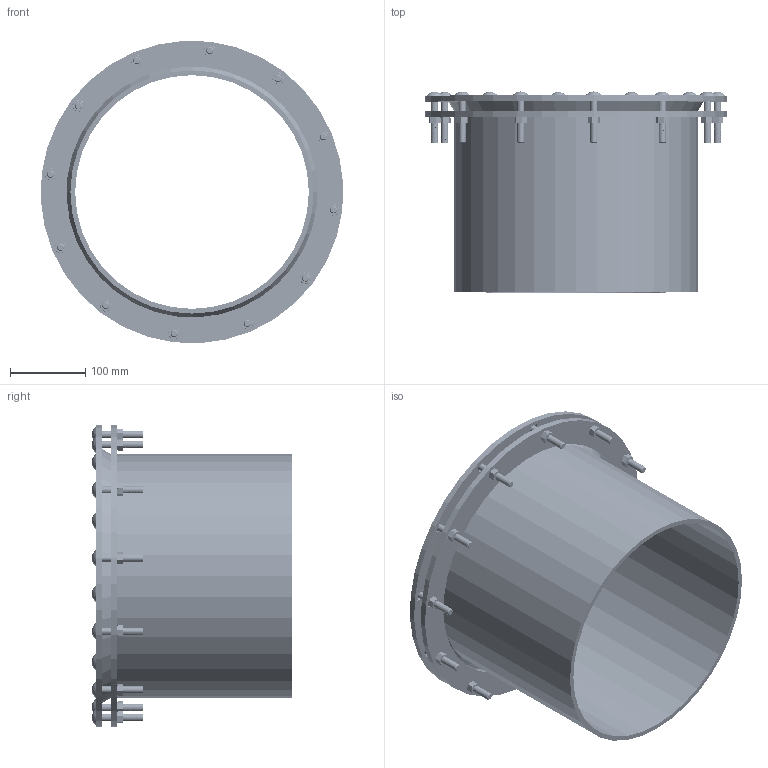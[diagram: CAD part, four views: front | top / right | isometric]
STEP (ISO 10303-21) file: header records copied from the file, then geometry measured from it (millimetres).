
FILE_DESCRIPTION (( 'STEP AP214' ), '1' );
FILE_NAME ('2006-12I.STEP', '2021-02-12T20:51:44', ( '' ), ( '' ), 'SwSTEP 2.0', 'SolidWorks 2021', '' );
FILE_SCHEMA (( 'AUTOMOTIVE_DESIGN' ));
Length unit declared in the file: inch
Products named in the file (6): Coupler Rings_1033-IW1200; 36306; 2006-12I; 2006_2006-12I; Coupler Rings_1031-IL1200; 21867
Assembly tree (27 placements, depth 2):
  2006-12I
    2006_2006-12I
    Coupler Rings_1033-IW1200
    Coupler Rings_1031-IL1200
    21867  x12
    36306  x12
Bounding box: 402.66 x 267.22 x 402.66 mm (x, y, z)
Volume: 2418407.8 mm3; surface area: 814819.5 mm2
Topology: 39 solids, 39 shells, 1822 faces, 4544 edges, 2824 vertices
Faces by surface type: cylinder 948, cone 388, plane 354, sphere 96, bspline 36
Entity records: 16230 total; most frequent: CARTESIAN_POINT 9673, ORIENTED_EDGE 1366, DIRECTION 1172, EDGE_CURVE 683, VERTEX_POINT 437, LINE 424, VECTOR 424, AXIS2_PLACEMENT_3D 374
